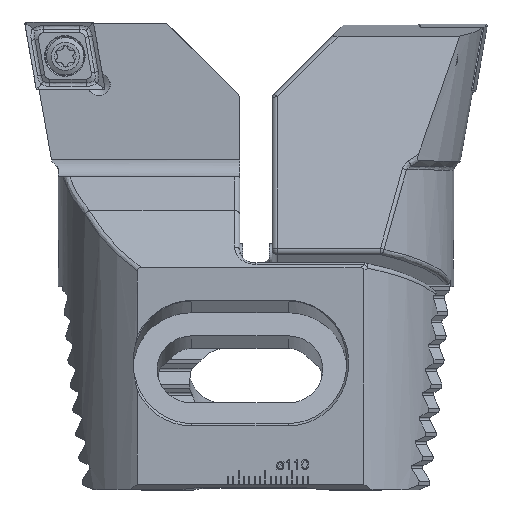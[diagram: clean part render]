
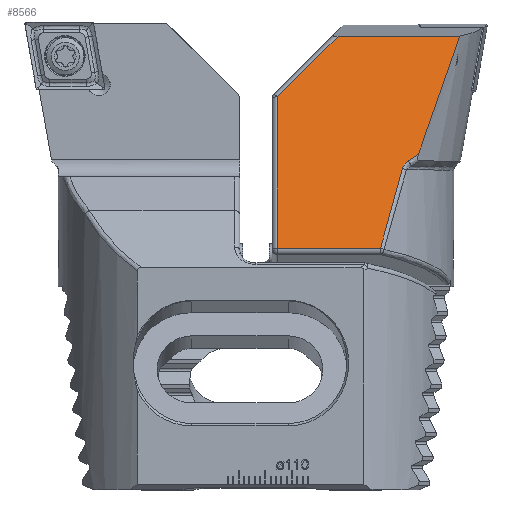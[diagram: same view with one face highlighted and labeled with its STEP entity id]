
A CAD part, top view. The second image highlights one B-rep face of the part: STEP entity #8566.
In plain terms, the highlighted face is planar.
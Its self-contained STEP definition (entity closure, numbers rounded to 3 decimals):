
#40 = CARTESIAN_POINT ( 'NONE',  ( 39.25, -1.612, -17.028 ) ) ;
#326 = VERTEX_POINT ( 'NONE', #4794 ) ;
#949 = AXIS2_PLACEMENT_3D ( 'NONE', #20385, #20615, #22170 ) ;
#1035 = DIRECTION ( 'NONE',  ( 0.695, -0.695, -0.186 ) ) ;
#1100 = EDGE_CURVE ( 'NONE', #18729, #326, #4573, .T. ) ;
#1435 =( BOUNDED_CURVE ( )  B_SPLINE_CURVE ( 3, ( #10105, #22237, #20458, #13575 ),
 .UNSPECIFIED., .F., .T. ) 
 B_SPLINE_CURVE_WITH_KNOTS ( ( 4, 4 ),
 ( 4.101, 4.286 ),
 .UNSPECIFIED. ) 
 CURVE ( )  GEOMETRIC_REPRESENTATION_ITEM ( )  RATIONAL_B_SPLINE_CURVE ( ( 1., 0.997, 0.997, 1. ) ) 
 REPRESENTATION_ITEM ( '' )  );
#2157 = VERTEX_POINT ( 'NONE', #9802 ) ;
#2180 = EDGE_CURVE ( 'NONE', #14672, #19006, #10241, .T. ) ;
#2300 = EDGE_CURVE ( 'NONE', #16173, #3511, #11754, .T. ) ;
#2664 = VERTEX_POINT ( 'NONE', #11400 ) ;
#3057 = ORIENTED_EDGE ( 'NONE', *, *, #16273, .T. ) ;
#3061 = CARTESIAN_POINT ( 'NONE',  ( 15.027, -26.212, -23.62 ) ) ;
#3511 = VERTEX_POINT ( 'NONE', #3744 ) ;
#3744 = CARTESIAN_POINT ( 'NONE',  ( 15.857, -27.455, -23.953 ) ) ;
#3863 = CARTESIAN_POINT ( 'NONE',  ( 19.949, -42.339, -27.941 ) ) ;
#4008 = CARTESIAN_POINT ( 'NONE',  ( 14.769, -26.041, -23.574 ) ) ;
#4154 = CARTESIAN_POINT ( 'NONE',  ( 85.15, -2.689, -17.317 ) ) ;
#4301 = EDGE_CURVE ( 'NONE', #19006, #3511, #12367, .T. ) ;
#4573 = LINE ( 'NONE', #8470, #15718 ) ;
#4794 = CARTESIAN_POINT ( 'NONE',  ( 39.25, -14.046, -20.36 ) ) ;
#5196 = EDGE_CURVE ( 'NONE', #16173, #2664, #9977, .T. ) ;
#5412 = ORIENTED_EDGE ( 'NONE', *, *, #4301, .T. ) ;
#6121 = CARTESIAN_POINT ( 'NONE',  ( 14.122, -25.614, -23.46 ) ) ;
#6310 = CARTESIAN_POINT ( 'NONE',  ( 85.15, -42.339, -27.941 ) ) ;
#6617 = CARTESIAN_POINT ( 'NONE',  ( 15.822, -27.307, -23.913 ) ) ;
#7918 = ORIENTED_EDGE ( 'NONE', *, *, #22069, .T. ) ;
#8286 = CARTESIAN_POINT ( 'NONE',  ( 15.544, -26.77, -23.769 ) ) ;
#8454 = LINE ( 'NONE', #40, #12369 ) ;
#8470 = CARTESIAN_POINT ( 'NONE',  ( 54.972, -29.768, -24.573 ) ) ;
#8566 = ADVANCED_FACE ( 'NONE', ( #10503 ), #11891, .F. ) ;
#8963 = ORIENTED_EDGE ( 'NONE', *, *, #1100, .T. ) ;
#8980 = EDGE_CURVE ( 'NONE', #18729, #2157, #17507, .T. ) ;
#9524 = CARTESIAN_POINT ( 'NONE',  ( 13.479, -25.181, -23.344 ) ) ;
#9571 = ORIENTED_EDGE ( 'NONE', *, *, #8980, .F. ) ;
#9802 = CARTESIAN_POINT ( 'NONE',  ( 5.145, -2.689, -17.317 ) ) ;
#9967 = CARTESIAN_POINT ( 'NONE',  ( 15.857, -27.455, -23.953 ) ) ;
#9977 = B_SPLINE_CURVE_WITH_KNOTS ( 'NONE', 3,
 ( #18573, #6121, #9524, #14859 ),
 .UNSPECIFIED., .F., .F.,
 ( 4, 4 ),
 ( 0., 0.002 ),
 .UNSPECIFIED. ) ;
#10105 = CARTESIAN_POINT ( 'NONE',  ( 12.84, -24.743, -23.226 ) ) ;
#10241 = LINE ( 'NONE', #6310, #17424 ) ;
#10503 = FACE_OUTER_BOUND ( 'NONE', #20196, .T. ) ;
#11383 = CARTESIAN_POINT ( 'NONE',  ( 39.25, -42.339, -27.941 ) ) ;
#11400 = CARTESIAN_POINT ( 'NONE',  ( 12.84, -24.743, -23.226 ) ) ;
#11754 = B_SPLINE_CURVE_WITH_KNOTS ( 'NONE', 3,
 ( #13703, #3061, #22533, #8286, #13939, #13772, #6617, #15586 ),
 .UNSPECIFIED., .F., .F.,
 ( 4, 2, 2, 4 ),
 ( 0., 0.001, 0.001, 0.002 ),
 .UNSPECIFIED. ) ;
#11891 = PLANE ( 'NONE',  #949 ) ;
#12367 =( BOUNDED_CURVE ( )  B_SPLINE_CURVE ( 3, ( #14273, #13130, #18457, #9967 ),
 .UNSPECIFIED., .F., .F. ) 
 B_SPLINE_CURVE_WITH_KNOTS ( ( 4, 4 ),
 ( 3.832, 3.996 ),
 .UNSPECIFIED. ) 
 CURVE ( )  GEOMETRIC_REPRESENTATION_ITEM ( )  RATIONAL_B_SPLINE_CURVE ( ( 1., 0.998, 0.998, 1. ) ) 
 REPRESENTATION_ITEM ( '' )  );
#12369 = VECTOR ( 'NONE', #16160, 1000. ) ;
#13130 = CARTESIAN_POINT ( 'NONE',  ( 18.478, -37.8, -26.725 ) ) ;
#13575 = CARTESIAN_POINT ( 'NONE',  ( 5.145, -2.689, -17.317 ) ) ;
#13703 = CARTESIAN_POINT ( 'NONE',  ( 14.769, -26.041, -23.574 ) ) ;
#13772 = CARTESIAN_POINT ( 'NONE',  ( 15.767, -27.164, -23.875 ) ) ;
#13939 = CARTESIAN_POINT ( 'NONE',  ( 15.629, -26.897, -23.803 ) ) ;
#14159 = ORIENTED_EDGE ( 'NONE', *, *, #5196, .T. ) ;
#14273 = CARTESIAN_POINT ( 'NONE',  ( 19.949, -42.339, -27.941 ) ) ;
#14672 = VERTEX_POINT ( 'NONE', #11383 ) ;
#14859 = CARTESIAN_POINT ( 'NONE',  ( 12.84, -24.743, -23.226 ) ) ;
#15586 = CARTESIAN_POINT ( 'NONE',  ( 15.857, -27.455, -23.953 ) ) ;
#15718 = VECTOR ( 'NONE', #1035, 1000. ) ;
#16160 = DIRECTION ( 'NONE',  ( 0., -0.966, -0.259 ) ) ;
#16173 = VERTEX_POINT ( 'NONE', #4008 ) ;
#16273 = EDGE_CURVE ( 'NONE', #2664, #2157, #1435, .T. ) ;
#16967 = DIRECTION ( 'NONE',  ( -1., 0., 0. ) ) ;
#17424 = VECTOR ( 'NONE', #16967, 1000. ) ;
#17507 = LINE ( 'NONE', #4154, #20817 ) ;
#18068 = DIRECTION ( 'NONE',  ( -1., 0., 0. ) ) ;
#18400 = CARTESIAN_POINT ( 'NONE',  ( 27.893, -2.689, -17.317 ) ) ;
#18457 = CARTESIAN_POINT ( 'NONE',  ( 17.111, -32.828, -25.393 ) ) ;
#18573 = CARTESIAN_POINT ( 'NONE',  ( 14.769, -26.041, -23.574 ) ) ;
#18729 = VERTEX_POINT ( 'NONE', #18400 ) ;
#19006 = VERTEX_POINT ( 'NONE', #3863 ) ;
#20196 = EDGE_LOOP ( 'NONE', ( #14159, #3057, #9571, #8963, #7918, #20689, #5412, #21249 ) ) ;
#20385 = CARTESIAN_POINT ( 'NONE',  ( 85.15, -1.612, -17.028 ) ) ;
#20458 = CARTESIAN_POINT ( 'NONE',  ( 7.598, -10.461, -19.399 ) ) ;
#20615 = DIRECTION ( 'NONE',  ( 0., -0.259, 0.966 ) ) ;
#20689 = ORIENTED_EDGE ( 'NONE', *, *, #2180, .T. ) ;
#20817 = VECTOR ( 'NONE', #18068, 1000. ) ;
#21249 = ORIENTED_EDGE ( 'NONE', *, *, #2300, .F. ) ;
#22069 = EDGE_CURVE ( 'NONE', #326, #14672, #8454, .T. ) ;
#22170 = DIRECTION ( 'NONE',  ( 0., -0.966, -0.259 ) ) ;
#22237 = CARTESIAN_POINT ( 'NONE',  ( 10.17, -17.833, -21.375 ) ) ;
#22533 = CARTESIAN_POINT ( 'NONE',  ( 15.256, -26.412, -23.673 ) ) ;
